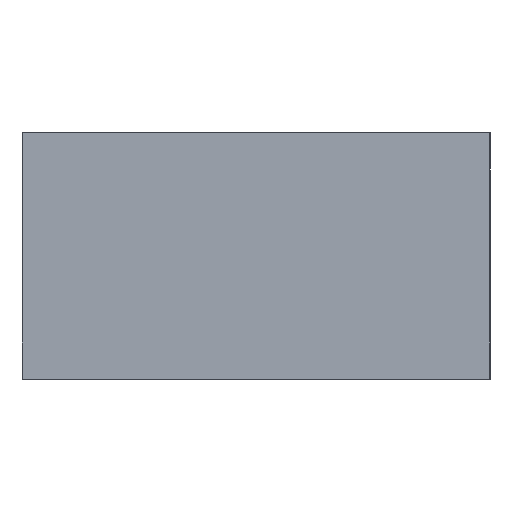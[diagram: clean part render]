
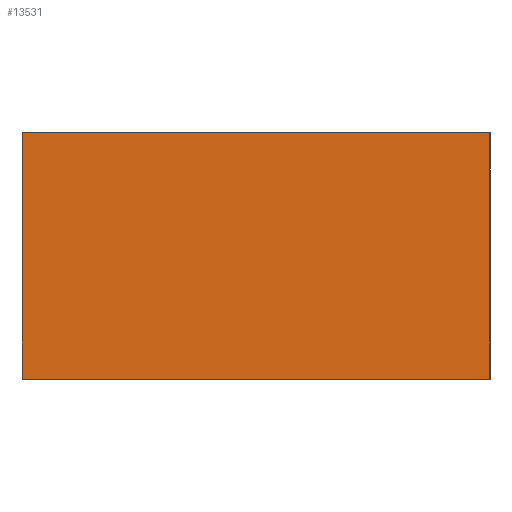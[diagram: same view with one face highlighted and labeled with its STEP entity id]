
A CAD part, top view. The second image highlights one B-rep face of the part: STEP entity #13531.
In plain terms, the highlighted planar face has unit normal (0, 0, 1).
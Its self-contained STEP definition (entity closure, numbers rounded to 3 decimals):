
#2093=ORIENTED_EDGE('',*,*,#3426,.T.);
#2094=ORIENTED_EDGE('',*,*,#4438,.F.);
#2095=ORIENTED_EDGE('',*,*,#3803,.F.);
#2096=ORIENTED_EDGE('',*,*,#4439,.T.);
#3426=EDGE_CURVE('',#4810,#4809,#5749,.T.);
#3803=EDGE_CURVE('',#5182,#5183,#6023,.T.);
#4438=EDGE_CURVE('',#5183,#4809,#6317,.T.);
#4439=EDGE_CURVE('',#5182,#4810,#6318,.T.);
#4809=VERTEX_POINT('',#16453);
#4810=VERTEX_POINT('',#16455);
#5182=VERTEX_POINT('',#18411);
#5183=VERTEX_POINT('',#18413);
#5749=LINE('',#16454,#6683);
#6023=LINE('',#18412,#6957);
#6317=LINE('',#22787,#7251);
#6318=LINE('',#22788,#7252);
#6683=VECTOR('',#14463,1000.);
#6957=VECTOR('',#14785,1000.);
#7251=VECTOR('',#15529,1000.);
#7252=VECTOR('',#15530,1000.);
#7929=EDGE_LOOP('',(#2093,#2094,#2095,#2096));
#8602=FACE_BOUND('',#7929,.T.);
#9134=PLANE('',#14134);
#13531=ADVANCED_FACE('',(#8602),#9134,.F.);
#14134=AXIS2_PLACEMENT_3D('',#22786,#15527,#15528);
#14463=DIRECTION('',(-1.,0.,0.));
#14785=DIRECTION('',(-1.,0.,0.));
#15527=DIRECTION('',(0.,0.,-1.));
#15528=DIRECTION('',(-1.,0.,0.));
#15529=DIRECTION('',(0.,1.,0.));
#15530=DIRECTION('',(0.,1.,0.));
#16453=CARTESIAN_POINT('',(-9.,4.75,7.75));
#16454=CARTESIAN_POINT('',(9.,4.75,7.75));
#16455=CARTESIAN_POINT('',(9.,4.75,7.75));
#18411=CARTESIAN_POINT('',(9.,-4.75,7.75));
#18412=CARTESIAN_POINT('',(9.,-4.75,7.75));
#18413=CARTESIAN_POINT('',(-9.,-4.75,7.75));
#22786=CARTESIAN_POINT('',(9.,-4.75,7.75));
#22787=CARTESIAN_POINT('',(-9.,-4.75,7.75));
#22788=CARTESIAN_POINT('',(9.,-4.75,7.75));
